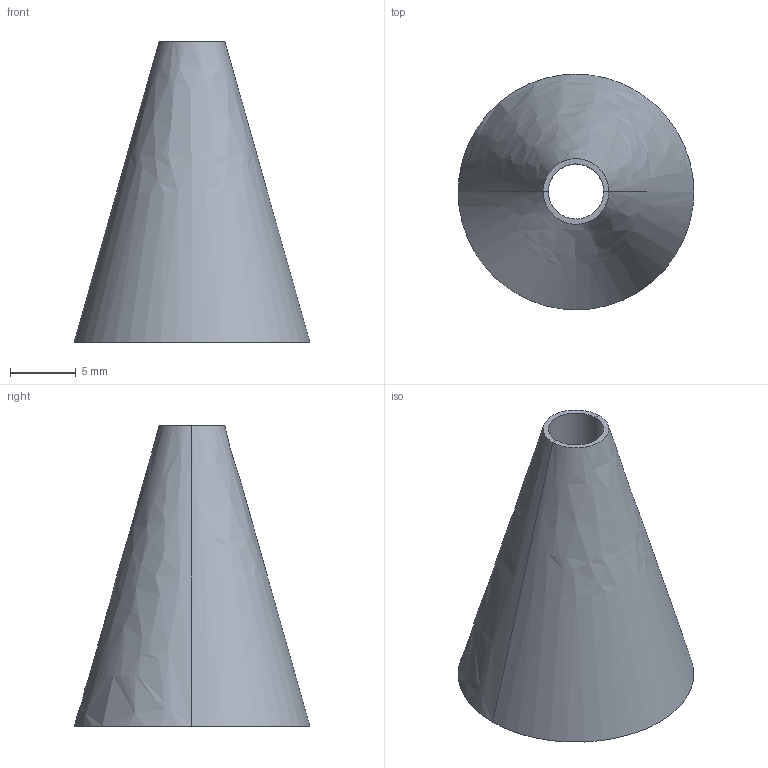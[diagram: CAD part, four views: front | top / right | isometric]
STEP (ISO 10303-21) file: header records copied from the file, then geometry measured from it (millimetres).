
FILE_DESCRIPTION(/* description */ (''),/* implementation_level */ '2;1');
FILE_NAME(/* name */ 'CONE-PT',/* time_stamp */ '2020-09-25T15:07:29+02:00',/* author */ (''),/* organization */ (''),/* preprocessor_version */ 'ST-DEVELOPER v16.5',/* originating_system */ '',/* authorisation */ '');
FILE_SCHEMA (('AUTOMOTIVE_DESIGN'));
Length unit declared in the file: millimetre
Products named in the file (1): Document
Bounding box: 17.96 x 17.96 x 22.88 mm (x, y, z)
Volume: 2306.8 mm3; surface area: 1406.9 mm2
Topology: 1 solids, 1 shells, 8 faces, 17 edges, 10 vertices
Faces by surface type: bspline 8
Entity records: 1311 total; most frequent: CARTESIAN_POINT 1192, ORIENTED_EDGE 32, EDGE_CURVE 16, ADVANCED_FACE 8, FACE_OUTER_BOUND 8, EDGE_LOOP 8, VERTEX_POINT 8, B_SPLINE_CURVE_WITH_KNOTS 7
